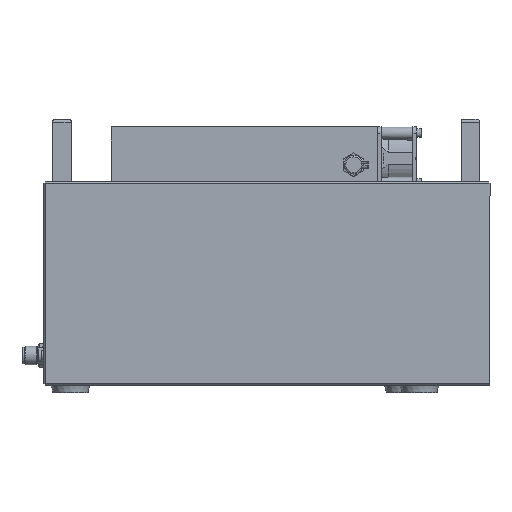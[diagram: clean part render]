
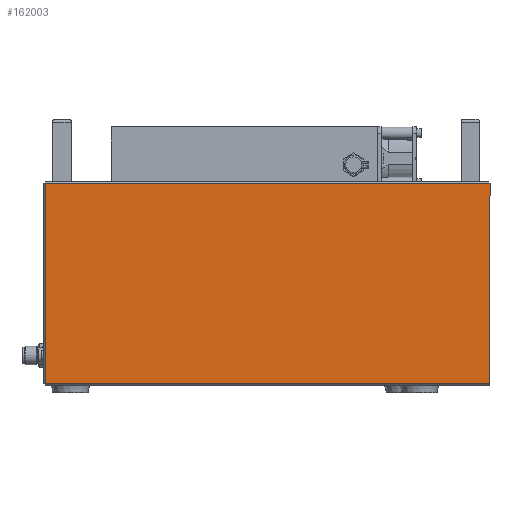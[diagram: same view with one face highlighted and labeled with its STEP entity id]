
A CAD part, left-side view. The second image highlights one B-rep face of the part: STEP entity #162003.
In plain terms, the highlighted face is planar.
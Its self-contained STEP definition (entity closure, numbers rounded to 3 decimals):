
#60355=ORIENTED_EDGE('',*,*,#89833,.F.);
#60356=ORIENTED_EDGE('',*,*,#89834,.F.);
#60357=ORIENTED_EDGE('',*,*,#89835,.T.);
#60358=ORIENTED_EDGE('',*,*,#89836,.T.);
#74589=VECTOR('',#103902,1.);
#74590=VECTOR('',#103903,1.);
#74591=VECTOR('',#103904,1.);
#74592=VECTOR('',#103905,1.);
#79782=LINE('',#118120,#74589);
#79783=LINE('',#118122,#74590);
#79784=LINE('',#118124,#74591);
#79785=LINE('',#118125,#74592);
#84975=VERTEX_POINT('',#118118);
#84976=VERTEX_POINT('',#118119);
#84977=VERTEX_POINT('',#118121);
#84978=VERTEX_POINT('',#118123);
#89833=EDGE_CURVE('',#84975,#84976,#79782,.T.);
#89834=EDGE_CURVE('',#84977,#84975,#79783,.T.);
#89835=EDGE_CURVE('',#84977,#84978,#79784,.T.);
#89836=EDGE_CURVE('',#84978,#84976,#79785,.T.);
#96950=EDGE_LOOP('',(#60355,#60356,#60357,#60358));
#100421=FACE_BOUND('',#96950,.T.);
#103900=DIRECTION('',(0.,1.,0.));
#103901=DIRECTION('',(1.,0.,0.));
#103902=DIRECTION('',(-284.,0.,0.));
#103903=DIRECTION('',(0.,0.,128.));
#103904=DIRECTION('',(-284.,0.,0.));
#103905=DIRECTION('',(0.,0.,128.));
#118117=CARTESIAN_POINT('',(0.,150.,130.));
#118118=CARTESIAN_POINT('',(284.,150.,129.));
#118119=CARTESIAN_POINT('',(0.,150.,129.));
#118120=CARTESIAN_POINT('',(284.,150.,129.));
#118121=CARTESIAN_POINT('',(284.,150.,1.));
#118122=CARTESIAN_POINT('',(284.,150.,1.));
#118123=CARTESIAN_POINT('',(0.,150.,1.));
#118124=CARTESIAN_POINT('',(284.,150.,1.));
#118125=CARTESIAN_POINT('',(0.,150.,1.));
#155560=AXIS2_PLACEMENT_3D('',#118117,#103900,#103901);
#160072=PLANE('',#155560);
#162003=ADVANCED_FACE('',(#100421),#160072,.T.);
